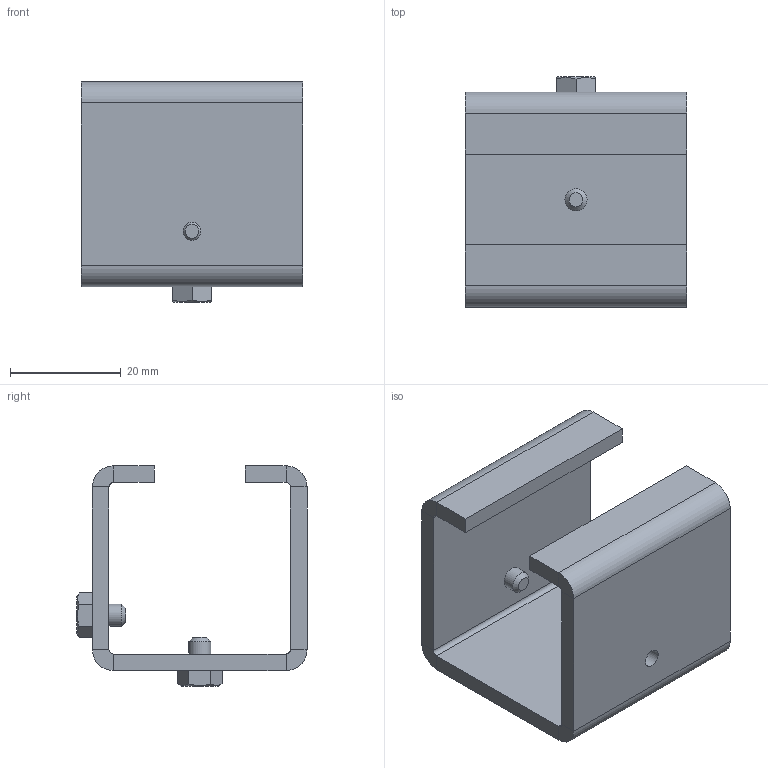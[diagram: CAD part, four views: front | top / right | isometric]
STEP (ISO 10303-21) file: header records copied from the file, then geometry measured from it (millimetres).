
FILE_DESCRIPTION(('STEP AP203'), '1');
FILE_NAME('250.RC30 Äåðæàòåëü RC30 áàçîâûé', '', ('UNSPECIFIED'), ('UNSPECIFIED'), 'ASCON STEP Converter 1.3', 'ASCON Math Kernel', '');
FILE_SCHEMA(('CONFIG_CONTROL_DESIGN'));
Length unit declared in the file: millimetre
Products named in the file (1): 250.RC30
Bounding box: 40 x 41.6 x 39.8 mm (x, y, z)
Volume: 14580.8 mm3; surface area: 10711.7 mm2
Topology: 1 solids, 1 shells, 82 faces, 189 edges, 114 vertices
Faces by surface type: plane 59, cylinder 19, cone 4
Full cylindrical faces by diameter (mm): 3.242 x1, 4 x2
Entity records: 3327 total; most frequent: CARTESIAN_POINT 799, DIRECTION 378, ORIENTED_EDGE 364, EDGE_CURVE 182, LINE 128, VECTOR 128, AXIS2_PLACEMENT_3D 125, VERTEX_POINT 114
